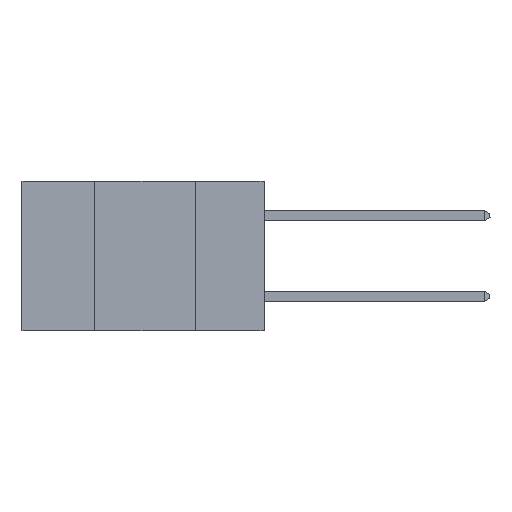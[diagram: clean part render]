
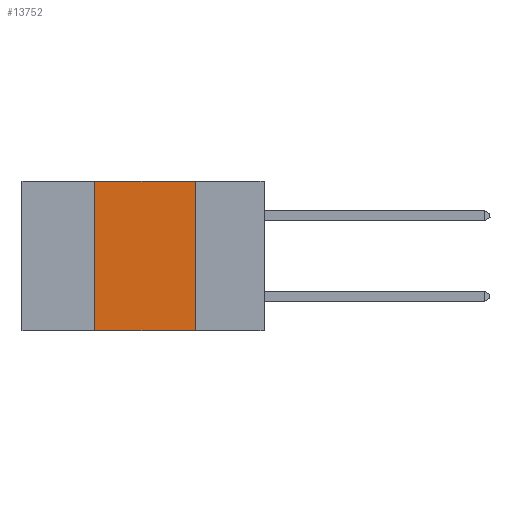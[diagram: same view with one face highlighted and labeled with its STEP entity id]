
A CAD part, left-side view. The second image highlights one B-rep face of the part: STEP entity #13752.
In plain terms, the highlighted planar face has unit normal (-1, 0, 0).
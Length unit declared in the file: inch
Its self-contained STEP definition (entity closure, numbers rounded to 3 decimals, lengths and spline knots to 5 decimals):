
#298 = VERTEX_POINT ( 'NONE', #5250 ) ;
#482 = CARTESIAN_POINT ( 'NONE',  ( 0., 0.17, 0. ) ) ;
#520 = CARTESIAN_POINT ( 'NONE',  ( 0., 0.17, 0. ) ) ;
#529 = EDGE_CURVE ( 'NONE', #4496, #13191, #9710, .T. ) ;
#633 = CARTESIAN_POINT ( 'NONE',  ( 0., 0.42, -0.37 ) ) ;
#837 = LINE ( 'NONE', #5764, #8767 ) ;
#1045 = CARTESIAN_POINT ( 'NONE',  ( 0., 0.6, 0. ) ) ;
#1735 = EDGE_CURVE ( 'NONE', #6107, #298, #837, .T. ) ;
#2442 = VECTOR ( 'NONE', #5126, 39.37008 ) ;
#2504 = DIRECTION ( 'NONE',  ( 0., 0., 1. ) ) ;
#3196 = ORIENTED_EDGE ( 'NONE', *, *, #12017, .F. ) ;
#3408 = DIRECTION ( 'NONE',  ( 0., -1., 0. ) ) ;
#4022 = FACE_OUTER_BOUND ( 'NONE', #13968, .T. ) ;
#4348 = LINE ( 'NONE', #520, #2442 ) ;
#4424 = ORIENTED_EDGE ( 'NONE', *, *, #529, .F. ) ;
#4496 = VERTEX_POINT ( 'NONE', #11209 ) ;
#4666 = CARTESIAN_POINT ( 'NONE',  ( 0., 0.6, 0. ) ) ;
#5126 = DIRECTION ( 'NONE',  ( 0., 0., -1. ) ) ;
#5250 = CARTESIAN_POINT ( 'NONE',  ( 0., 0.17, -0.37 ) ) ;
#5621 = DIRECTION ( 'NONE',  ( 0., -1., 0. ) ) ;
#5715 = DIRECTION ( 'NONE',  ( 0., 0., -1. ) ) ;
#5756 = ORIENTED_EDGE ( 'NONE', *, *, #6619, .F. ) ;
#5764 = CARTESIAN_POINT ( 'NONE',  ( 0., 0.6, -0.37 ) ) ;
#6107 = VERTEX_POINT ( 'NONE', #633 ) ;
#6209 = VECTOR ( 'NONE', #2504, 39.37008 ) ;
#6619 = EDGE_CURVE ( 'NONE', #13191, #298, #4348, .T. ) ;
#6842 = VECTOR ( 'NONE', #5621, 39.37008 ) ;
#8027 = DIRECTION ( 'NONE',  ( 1., 0., 0. ) ) ;
#8173 = CARTESIAN_POINT ( 'NONE',  ( 0., 0.42, 0. ) ) ;
#8767 = VECTOR ( 'NONE', #3408, 39.37008 ) ;
#9710 = LINE ( 'NONE', #1045, #6842 ) ;
#10167 = AXIS2_PLACEMENT_3D ( 'NONE', #4666, #8027, #5715 ) ;
#11209 = CARTESIAN_POINT ( 'NONE',  ( 0., 0.42, 0. ) ) ;
#11488 = ORIENTED_EDGE ( 'NONE', *, *, #1735, .T. ) ;
#12017 = EDGE_CURVE ( 'NONE', #6107, #4496, #12298, .T. ) ;
#12298 = LINE ( 'NONE', #8173, #6209 ) ;
#12565 = PLANE ( 'NONE',  #10167 ) ;
#13191 = VERTEX_POINT ( 'NONE', #482 ) ;
#13752 = ADVANCED_FACE ( 'NONE', ( #4022 ), #12565, .F. ) ;
#13968 = EDGE_LOOP ( 'NONE', ( #5756, #4424, #3196, #11488 ) ) ;
